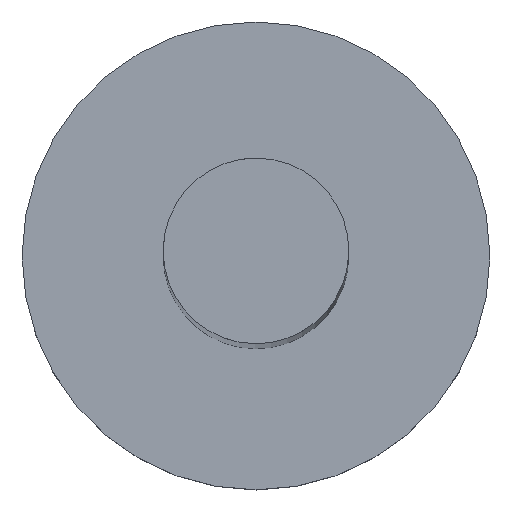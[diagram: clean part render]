
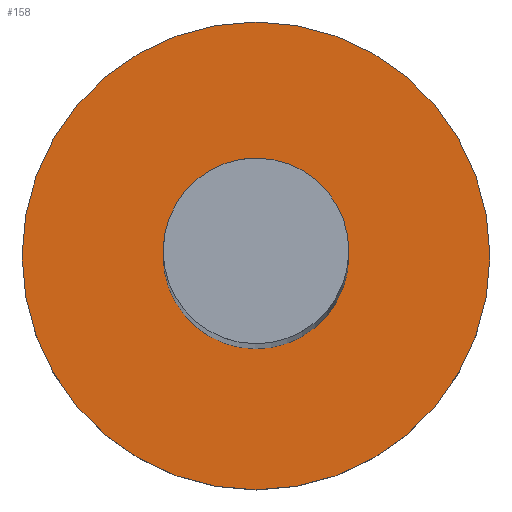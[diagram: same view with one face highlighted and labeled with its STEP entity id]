
A CAD part, top view. The second image highlights one B-rep face of the part: STEP entity #158.
In plain terms, the highlighted planar face has unit normal (0, 0, 1).
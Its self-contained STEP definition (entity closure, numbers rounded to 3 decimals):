
#15 = VERTEX_POINT ( 'NONE', #184 ) ;
#31 = CARTESIAN_POINT ( 'NONE',  ( -12.8, 0., 12. ) ) ;
#41 = EDGE_LOOP ( 'NONE', ( #237, #86 ) ) ;
#50 = DIRECTION ( 'NONE',  ( 0., 0., -1. ) ) ;
#53 = DIRECTION ( 'NONE',  ( 0., 0., -1. ) ) ;
#57 = CIRCLE ( 'NONE', #88, 12.7 ) ;
#65 = FACE_BOUND ( 'NONE', #41, .T. ) ;
#74 = DIRECTION ( 'NONE',  ( 0., 1., 0. ) ) ;
#76 = PLANE ( 'NONE',  #94 ) ;
#78 = VERTEX_POINT ( 'NONE', #148 ) ;
#86 = ORIENTED_EDGE ( 'NONE', *, *, #225, .T. ) ;
#88 = AXIS2_PLACEMENT_3D ( 'NONE', #117, #264, #101 ) ;
#94 = AXIS2_PLACEMENT_3D ( 'NONE', #31, #50, #74 ) ;
#99 = AXIS2_PLACEMENT_3D ( 'NONE', #226, #53, #176 ) ;
#100 = CARTESIAN_POINT ( 'NONE',  ( 0., 0., 12. ) ) ;
#101 = DIRECTION ( 'NONE',  ( -1., 0., 0. ) ) ;
#104 = AXIS2_PLACEMENT_3D ( 'NONE', #100, #116, #200 ) ;
#114 = CIRCLE ( 'NONE', #99, 32. ) ;
#116 = DIRECTION ( 'NONE',  ( 0., 0., -1. ) ) ;
#117 = CARTESIAN_POINT ( 'NONE',  ( 0., 0., 12. ) ) ;
#121 = VERTEX_POINT ( 'NONE', #241 ) ;
#147 = AXIS2_PLACEMENT_3D ( 'NONE', #234, #161, #210 ) ;
#148 = CARTESIAN_POINT ( 'NONE',  ( 0., 32., 12. ) ) ;
#158 = ADVANCED_FACE ( 'NONE', ( #65, #236 ), #76, .F. ) ;
#160 = EDGE_CURVE ( 'NONE', #254, #121, #57, .T. ) ;
#161 = DIRECTION ( 'NONE',  ( 0., 0., -1. ) ) ;
#171 = EDGE_CURVE ( 'NONE', #78, #15, #114, .T. ) ;
#176 = DIRECTION ( 'NONE',  ( 0., 1., 0. ) ) ;
#183 = EDGE_CURVE ( 'NONE', #15, #78, #224, .T. ) ;
#184 = CARTESIAN_POINT ( 'NONE',  ( 0., -32., 12. ) ) ;
#185 = CIRCLE ( 'NONE', #147, 12.7 ) ;
#192 = ORIENTED_EDGE ( 'NONE', *, *, #183, .F. ) ;
#193 = CARTESIAN_POINT ( 'NONE',  ( -11.972, -4.237, 12. ) ) ;
#200 = DIRECTION ( 'NONE',  ( 0., 1., 0. ) ) ;
#210 = DIRECTION ( 'NONE',  ( -1., 0., 0. ) ) ;
#224 = CIRCLE ( 'NONE', #104, 32. ) ;
#225 = EDGE_CURVE ( 'NONE', #121, #254, #185, .T. ) ;
#226 = CARTESIAN_POINT ( 'NONE',  ( 0., 0., 12. ) ) ;
#233 = EDGE_LOOP ( 'NONE', ( #259, #192 ) ) ;
#234 = CARTESIAN_POINT ( 'NONE',  ( 0., 0., 12. ) ) ;
#236 = FACE_OUTER_BOUND ( 'NONE', #233, .T. ) ;
#237 = ORIENTED_EDGE ( 'NONE', *, *, #160, .T. ) ;
#241 = CARTESIAN_POINT ( 'NONE',  ( 11.972, 4.237, 12. ) ) ;
#254 = VERTEX_POINT ( 'NONE', #193 ) ;
#259 = ORIENTED_EDGE ( 'NONE', *, *, #171, .F. ) ;
#264 = DIRECTION ( 'NONE',  ( 0., 0., -1. ) ) ;
